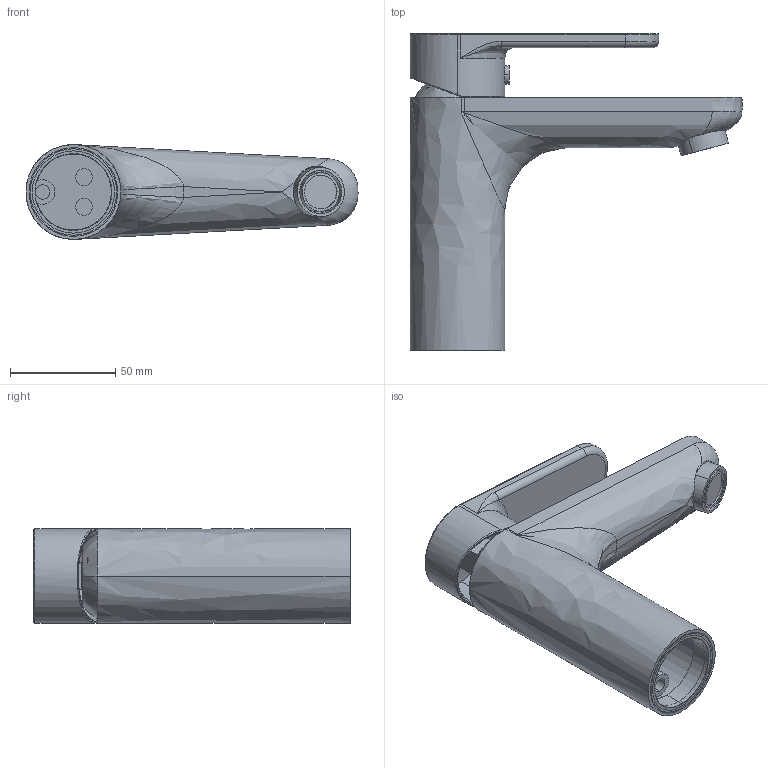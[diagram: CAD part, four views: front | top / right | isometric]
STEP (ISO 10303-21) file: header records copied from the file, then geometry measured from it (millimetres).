
FILE_DESCRIPTION (( 'STEP AP214' ), '1' );
FILE_NAME ('BLK.0001.STEP', '2022-12-05T16:09:46', ( 'Solid' ), ( '' ), 'SwSTEP 2.0', 'SolidWorks 2019', '' );
FILE_SCHEMA (( 'AUTOMOTIVE_DESIGN' ));
Length unit declared in the file: millimetre
Products named in the file (10): cartucho 35; anilha Ø42x2.5; Part3; porca M37x1.5; distico ﾘ7; corpo lav; Prelator 24x1; O RING 26X2; BLK.0001; manipulo
Assembly tree (9 placements, depth 2):
  BLK.0001
    corpo lav
    manipulo
    Part3
    Prelator 24x1
    cartucho 35
    porca M37x1.5
    O RING 26X2
    anilha Ø42x2.5
    distico ﾘ7
Bounding box: 157.5 x 150 x 45 mm (x, y, z)
Volume: 200673 mm3; surface area: 85116.1 mm2
Topology: 9 solids, 9 shells, 223 faces, 525 edges, 331 vertices
Faces by surface type: cylinder 110, plane 67, bspline 26, torus 10, cone 6, sphere 4
Entity records: 14550 total; most frequent: CARTESIAN_POINT 8769, DIRECTION 1059, ORIENTED_EDGE 1032, EDGE_CURVE 516, AXIS2_PLACEMENT_3D 431, VERTEX_POINT 331, EDGE_LOOP 261, ADVANCED_FACE 223
